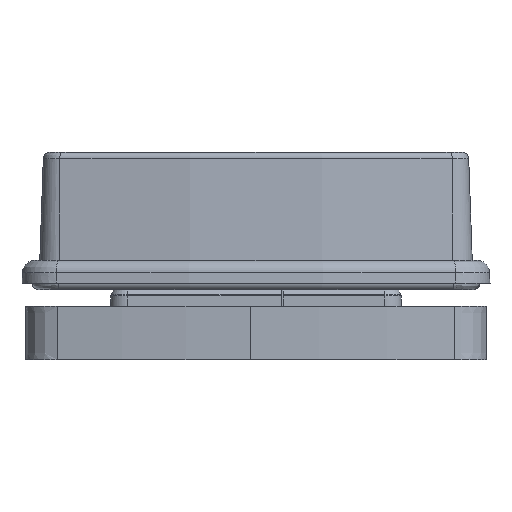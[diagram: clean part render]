
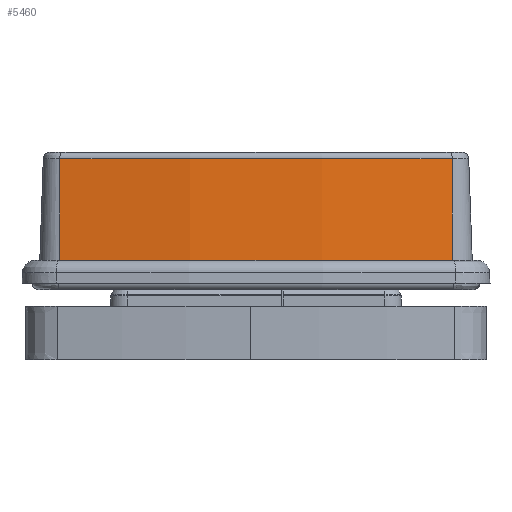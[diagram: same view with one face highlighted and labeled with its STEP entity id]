
A CAD part, left-side view. The second image highlights one B-rep face of the part: STEP entity #5460.
In plain terms, the highlighted conical face has half-angle 2 degrees and reference radius 180.116 mm.
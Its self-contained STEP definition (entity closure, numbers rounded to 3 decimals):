
#589=CARTESIAN_POINT('',(72.75,0.,3.4));
#590=DIRECTION('',(0.,0.,-1.));
#591=DIRECTION('',(-0.987,-0.163,0.));
#592=AXIS2_PLACEMENT_3D('',#589,#590,#591);
#594=CARTESIAN_POINT('',(-105.211,-29.454,3.4));
#1740=CARTESIAN_POINT('',(72.75,0.,18.635));
#1741=DIRECTION('',(0.,0.,1.));
#1742=DIRECTION('',(-0.987,0.163,0.));
#1743=AXIS2_PLACEMENT_3D('',#1740,#1741,#1742);
#1745=DIRECTION('',(0.034,0.006,0.999));
#1746=VECTOR('',#1745,15.244);
#1747=CARTESIAN_POINT('',(-105.211,-29.454,3.4));
#1748=LINE('',#1747,#1746);
#1787=CARTESIAN_POINT('',(-104.686,29.367,18.635));
#1789=DIRECTION('',(0.034,-0.006,0.999));
#1790=VECTOR('',#1789,15.244);
#1791=CARTESIAN_POINT('',(-105.211,29.454,3.4));
#1792=LINE('',#1791,#1790);
#2174=VERTEX_POINT('',#594);
#2175=CARTESIAN_POINT('',(-105.211,29.454,3.4));
#2176=VERTEX_POINT('',#2175);
#2243=VERTEX_POINT('',#1787);
#2246=CARTESIAN_POINT('',(-104.686,-29.367,
18.635));
#2247=VERTEX_POINT('',#2246);
#5448=CARTESIAN_POINT('',(72.75,0.,11.017));
#5449=DIRECTION('',(0.,0.,-1.));
#5450=DIRECTION('',(0.987,0.163,0.));
#5451=AXIS2_PLACEMENT_3D('',#5448,#5449,#5450);
#5452=CONICAL_SURFACE('',#5451,180.116,2.);
#5453=ORIENTED_EDGE('',*,*,#4935,.T.);
#5454=ORIENTED_EDGE('',*,*,#5443,.F.);
#5455=ORIENTED_EDGE('',*,*,#2681,.T.);
#5457=ORIENTED_EDGE('',*,*,#5456,.T.);
#5458=EDGE_LOOP('',(#5453,#5454,#5455,#5457));
#5459=FACE_OUTER_BOUND('',#5458,.F.);
#5460=ADVANCED_FACE('',(#5459),#5452,.T.);
#593=CIRCLE('',#592,180.382);
#1744=CIRCLE('',#1743,179.85);
#2681=EDGE_CURVE('',#2174,#2176,#593,.T.);
#4935=EDGE_CURVE('',#2243,#2247,#1744,.T.);
#5443=EDGE_CURVE('',#2174,#2247,#1748,.T.);
#5456=EDGE_CURVE('',#2176,#2243,#1792,.T.);
